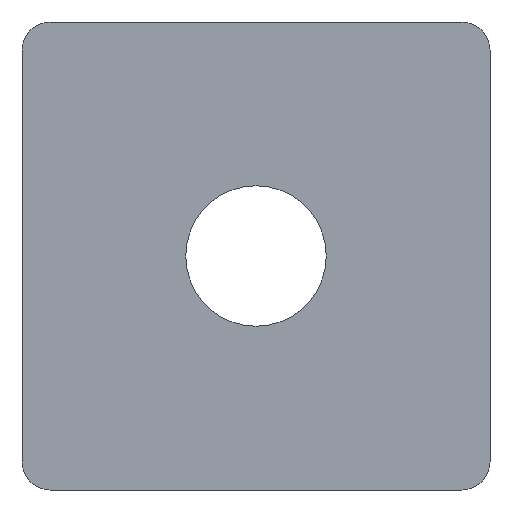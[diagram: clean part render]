
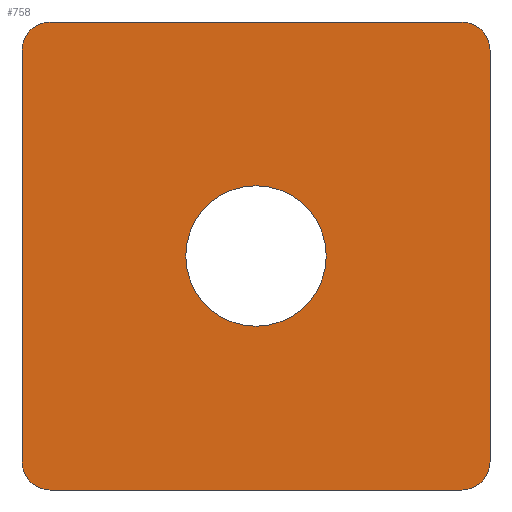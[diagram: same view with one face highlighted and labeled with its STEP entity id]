
A CAD part, front view. The second image highlights one B-rep face of the part: STEP entity #758.
In plain terms, the highlighted planar face has unit normal (0, -1, 0).
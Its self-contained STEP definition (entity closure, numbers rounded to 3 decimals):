
#23 = EDGE_CURVE ( 'NONE', #1296, #515, #1679, .T. ) ;
#102 = AXIS2_PLACEMENT_3D ( 'NONE', #362, #894, #1472 ) ;
#105 = CARTESIAN_POINT ( 'NONE',  ( 1.2, 0., -1.2 ) ) ;
#108 = DIRECTION ( 'NONE',  ( 0., 0., -1. ) ) ;
#134 = DIRECTION ( 'NONE',  ( 0., -1., 0. ) ) ;
#166 = VECTOR ( 'NONE', #1215, 1000. ) ;
#181 = EDGE_CURVE ( 'NONE', #587, #297, #391, .T. ) ;
#200 = DIRECTION ( 'NONE',  ( 0., 0., 1. ) ) ;
#201 = CARTESIAN_POINT ( 'NONE',  ( 18.8, 0., 0. ) ) ;
#215 = CARTESIAN_POINT ( 'NONE',  ( 0., 0., 0. ) ) ;
#221 = VERTEX_POINT ( 'NONE', #201 ) ;
#256 = FACE_BOUND ( 'NONE', #1290, .T. ) ;
#263 = CARTESIAN_POINT ( 'NONE',  ( 1.2, 0., 0. ) ) ;
#279 = DIRECTION ( 'NONE',  ( 0., -1., 0. ) ) ;
#290 = ORIENTED_EDGE ( 'NONE', *, *, #23, .T. ) ;
#297 = VERTEX_POINT ( 'NONE', #1090 ) ;
#300 = CARTESIAN_POINT ( 'NONE',  ( 1.2, 0., -20. ) ) ;
#310 = AXIS2_PLACEMENT_3D ( 'NONE', #679, #546, #798 ) ;
#327 = ORIENTED_EDGE ( 'NONE', *, *, #1694, .T. ) ;
#339 = LINE ( 'NONE', #1317, #1717 ) ;
#341 = AXIS2_PLACEMENT_3D ( 'NONE', #105, #279, #1094 ) ;
#346 = CIRCLE ( 'NONE', #1721, 1.2 ) ;
#356 = CARTESIAN_POINT ( 'NONE',  ( 10., 0., -13. ) ) ;
#362 = CARTESIAN_POINT ( 'NONE',  ( 1.2, 0., -18.8 ) ) ;
#391 = LINE ( 'NONE', #1224, #1221 ) ;
#393 = ORIENTED_EDGE ( 'NONE', *, *, #592, .F. ) ;
#397 = CARTESIAN_POINT ( 'NONE',  ( 0., 0., 0. ) ) ;
#414 = EDGE_LOOP ( 'NONE', ( #1093, #327, #612, #937, #1016, #1206, #393, #290 ) ) ;
#429 = CARTESIAN_POINT ( 'NONE',  ( 10., 0., -10. ) ) ;
#449 = EDGE_CURVE ( 'NONE', #585, #1228, #1626, .T. ) ;
#458 = CIRCLE ( 'NONE', #341, 1.2 ) ;
#515 = VERTEX_POINT ( 'NONE', #300 ) ;
#536 = CARTESIAN_POINT ( 'NONE',  ( 10., 0., -7. ) ) ;
#541 = DIRECTION ( 'NONE',  ( 0., 0., -1. ) ) ;
#546 = DIRECTION ( 'NONE',  ( 0., -1., 0. ) ) ;
#585 = VERTEX_POINT ( 'NONE', #356 ) ;
#587 = VERTEX_POINT ( 'NONE', #1174 ) ;
#592 = EDGE_CURVE ( 'NONE', #1296, #1560, #897, .T. ) ;
#612 = ORIENTED_EDGE ( 'NONE', *, *, #181, .F. ) ;
#625 = CARTESIAN_POINT ( 'NONE',  ( 18.8, 0., -18.8 ) ) ;
#668 = DIRECTION ( 'NONE',  ( 0., -1., 0. ) ) ;
#675 = LINE ( 'NONE', #397, #166 ) ;
#679 = CARTESIAN_POINT ( 'NONE',  ( 0., 0., 0. ) ) ;
#689 = AXIS2_PLACEMENT_3D ( 'NONE', #818, #1075, #1348 ) ;
#697 = FACE_OUTER_BOUND ( 'NONE', #414, .T. ) ;
#703 = EDGE_CURVE ( 'NONE', #1157, #1560, #458, .T. ) ;
#728 = DIRECTION ( 'NONE',  ( -1., 0., 0. ) ) ;
#758 = ADVANCED_FACE ( 'NONE', ( #256, #697 ), #1614, .T. ) ;
#762 = ORIENTED_EDGE ( 'NONE', *, *, #1268, .F. ) ;
#792 = CARTESIAN_POINT ( 'NONE',  ( 18.8, 0., -1.2 ) ) ;
#798 = DIRECTION ( 'NONE',  ( 0., 0., -1. ) ) ;
#818 = CARTESIAN_POINT ( 'NONE',  ( 10., 0., -10. ) ) ;
#844 = AXIS2_PLACEMENT_3D ( 'NONE', #429, #134, #108 ) ;
#894 = DIRECTION ( 'NONE',  ( 0., -1., 0. ) ) ;
#897 = LINE ( 'NONE', #215, #1370 ) ;
#930 = CARTESIAN_POINT ( 'NONE',  ( 0., 0., -1.2 ) ) ;
#937 = ORIENTED_EDGE ( 'NONE', *, *, #1448, .T. ) ;
#1016 = ORIENTED_EDGE ( 'NONE', *, *, #1430, .F. ) ;
#1075 = DIRECTION ( 'NONE',  ( 0., -1., 0. ) ) ;
#1090 = CARTESIAN_POINT ( 'NONE',  ( 20., 0., -18.8 ) ) ;
#1093 = ORIENTED_EDGE ( 'NONE', *, *, #1337, .F. ) ;
#1094 = DIRECTION ( 'NONE',  ( 0., 0., -1. ) ) ;
#1111 = CIRCLE ( 'NONE', #689, 3. ) ;
#1147 = DIRECTION ( 'NONE',  ( 0., -1., 0. ) ) ;
#1157 = VERTEX_POINT ( 'NONE', #263 ) ;
#1168 = AXIS2_PLACEMENT_3D ( 'NONE', #792, #668, #541 ) ;
#1174 = CARTESIAN_POINT ( 'NONE',  ( 20., 0., -1.2 ) ) ;
#1200 = DIRECTION ( 'NONE',  ( 0., 0., -1. ) ) ;
#1206 = ORIENTED_EDGE ( 'NONE', *, *, #703, .T. ) ;
#1215 = DIRECTION ( 'NONE',  ( 1., 0., 0. ) ) ;
#1221 = VECTOR ( 'NONE', #1200, 1000. ) ;
#1224 = CARTESIAN_POINT ( 'NONE',  ( 20., 0., 0. ) ) ;
#1228 = VERTEX_POINT ( 'NONE', #536 ) ;
#1268 = EDGE_CURVE ( 'NONE', #1228, #585, #1111, .T. ) ;
#1290 = EDGE_LOOP ( 'NONE', ( #1783, #762 ) ) ;
#1296 = VERTEX_POINT ( 'NONE', #1680 ) ;
#1317 = CARTESIAN_POINT ( 'NONE',  ( 0., 0., -20. ) ) ;
#1337 = EDGE_CURVE ( 'NONE', #1363, #515, #339, .T. ) ;
#1348 = DIRECTION ( 'NONE',  ( 0., 0., -1. ) ) ;
#1363 = VERTEX_POINT ( 'NONE', #1579 ) ;
#1370 = VECTOR ( 'NONE', #200, 1000. ) ;
#1430 = EDGE_CURVE ( 'NONE', #1157, #221, #675, .T. ) ;
#1448 = EDGE_CURVE ( 'NONE', #587, #221, #1778, .T. ) ;
#1472 = DIRECTION ( 'NONE',  ( 0., 0., -1. ) ) ;
#1545 = DIRECTION ( 'NONE',  ( 0., 0., -1. ) ) ;
#1560 = VERTEX_POINT ( 'NONE', #930 ) ;
#1579 = CARTESIAN_POINT ( 'NONE',  ( 18.8, 0., -20. ) ) ;
#1614 = PLANE ( 'NONE',  #310 ) ;
#1626 = CIRCLE ( 'NONE', #844, 3. ) ;
#1679 = CIRCLE ( 'NONE', #102, 1.2 ) ;
#1680 = CARTESIAN_POINT ( 'NONE',  ( 0., 0., -18.8 ) ) ;
#1694 = EDGE_CURVE ( 'NONE', #1363, #297, #346, .T. ) ;
#1717 = VECTOR ( 'NONE', #728, 1000. ) ;
#1721 = AXIS2_PLACEMENT_3D ( 'NONE', #625, #1147, #1545 ) ;
#1778 = CIRCLE ( 'NONE', #1168, 1.2 ) ;
#1783 = ORIENTED_EDGE ( 'NONE', *, *, #449, .F. ) ;
